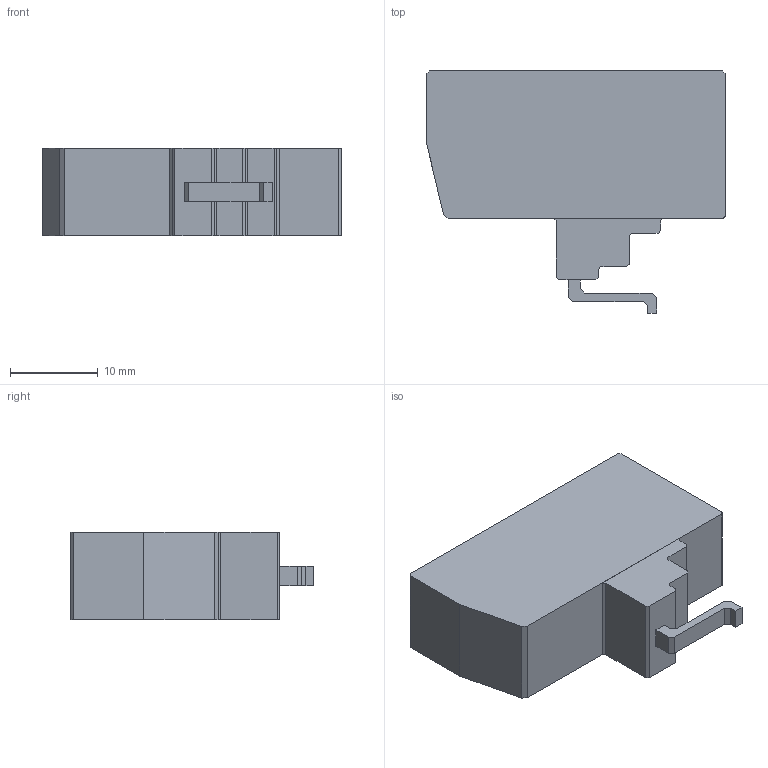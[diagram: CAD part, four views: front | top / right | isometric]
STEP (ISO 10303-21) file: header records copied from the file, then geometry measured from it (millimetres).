
FILE_DESCRIPTION((''),'2;1');
FILE_NAME('3d_11G324.stp','2012-10-03T13:01:27',(''),(''),'Mechanical Desktop 2011','Mechanical Desktop 2011',', , ');
FILE_SCHEMA(('CONFIG_CONTROL_DESIGN'));
Length unit declared in the file: millimetre
Products named in the file (1): Product
Bounding box: 34.01 x 27.6 x 10 mm (x, y, z)
Volume: 6243.3 mm3; surface area: 2696.5 mm2
Topology: 3 solids, 3 shells, 43 faces, 111 edges, 74 vertices
Faces by surface type: bspline 43
Entity records: 1391 total; most frequent: CARTESIAN_POINT 372, ORIENTED_EDGE 222, DIRECTION 115, EDGE_CURVE 111, VECTOR 109, LINE 109, VERTEX_POINT 74, EDGE_LOOP 43
